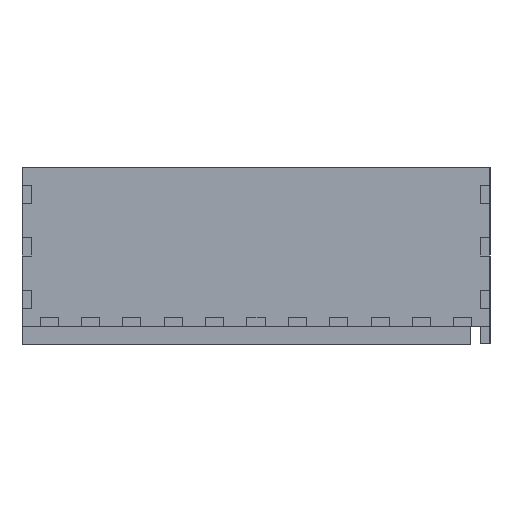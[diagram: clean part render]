
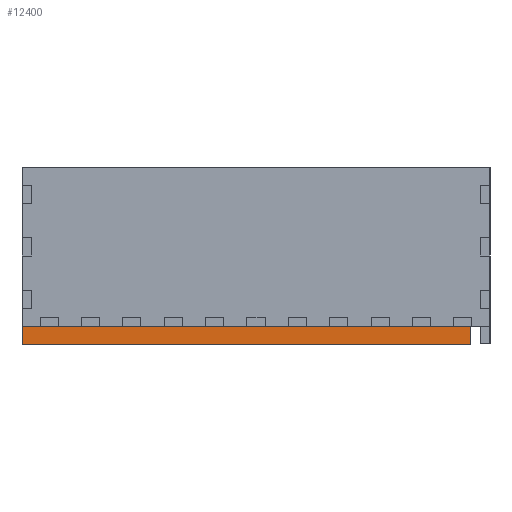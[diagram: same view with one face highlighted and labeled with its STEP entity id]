
A CAD part, left-side view. The second image highlights one B-rep face of the part: STEP entity #12400.
In plain terms, the highlighted planar face has unit normal (-1, 0, 0).
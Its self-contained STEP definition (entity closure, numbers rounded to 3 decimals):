
#664=FACE_OUTER_BOUND('',#1296,.T.);
#1296=EDGE_LOOP('',(#11187,#11188,#11189,#11190));
#3023=LINE('',#19461,#4767);
#3027=LINE('',#19469,#4771);
#3030=LINE('',#19475,#4774);
#3033=LINE('',#19480,#4777);
#4767=VECTOR('',#15945,10.);
#4771=VECTOR('',#15951,10.);
#4774=VECTOR('',#15956,10.);
#4777=VECTOR('',#15961,10.);
#5943=VERTEX_POINT('',#19459);
#5944=VERTEX_POINT('',#19460);
#5947=VERTEX_POINT('',#19468);
#5949=VERTEX_POINT('',#19474);
#7687=EDGE_CURVE('',#5943,#5944,#3023,.T.);
#7691=EDGE_CURVE('',#5947,#5943,#3027,.T.);
#7694=EDGE_CURVE('',#5949,#5947,#3030,.T.);
#7697=EDGE_CURVE('',#5944,#5949,#3033,.T.);
#11187=ORIENTED_EDGE('',*,*,#7697,.F.);
#11188=ORIENTED_EDGE('',*,*,#7687,.F.);
#11189=ORIENTED_EDGE('',*,*,#7691,.F.);
#11190=ORIENTED_EDGE('',*,*,#7694,.F.);
#11802=PLANE('',#13026);
#12400=ADVANCED_FACE('',(#664),#11802,.F.);
#13026=AXIS2_PLACEMENT_3D('',#19483,#15965,#15966);
#15945=DIRECTION('',(0.,1.,0.));
#15951=DIRECTION('',(0.,0.,-1.));
#15956=DIRECTION('',(0.,-1.,0.));
#15961=DIRECTION('',(0.,0.,1.));
#15965=DIRECTION('center_axis',(1.,0.,0.));
#15966=DIRECTION('ref_axis',(0.,1.,0.));
#19459=CARTESIAN_POINT('',(0.,11.,-10.));
#19460=CARTESIAN_POINT('',(0.,259.,-10.));
#19461=CARTESIAN_POINT('',(0.,11.,-10.));
#19468=CARTESIAN_POINT('',(0.,11.,0.));
#19469=CARTESIAN_POINT('',(0.,11.,0.));
#19474=CARTESIAN_POINT('',(0.,259.,0.));
#19475=CARTESIAN_POINT('',(0.,259.,0.));
#19480=CARTESIAN_POINT('',(0.,259.,-10.));
#19483=CARTESIAN_POINT('Origin',(0.,135.,-5.));
